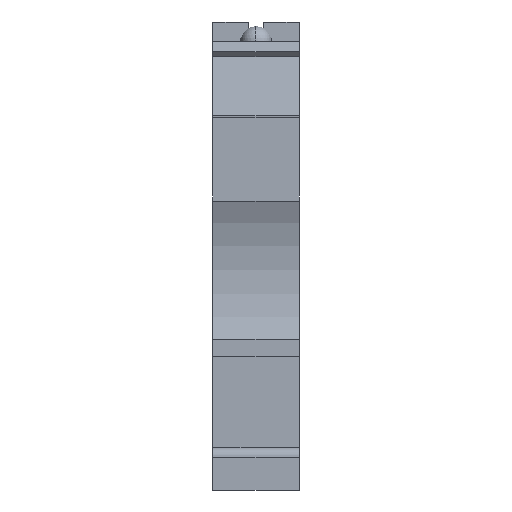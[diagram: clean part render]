
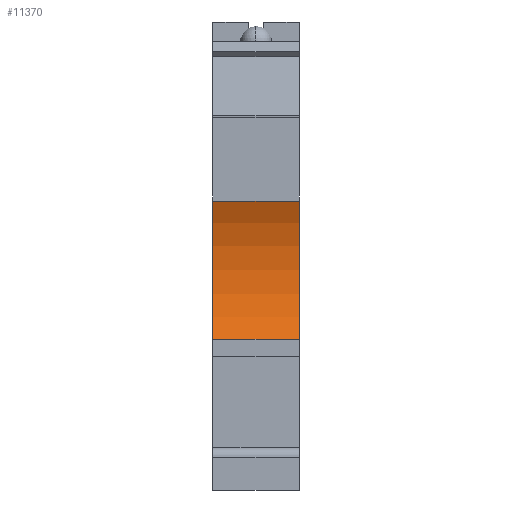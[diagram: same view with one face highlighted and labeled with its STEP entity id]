
A CAD part, front view. The second image highlights one B-rep face of the part: STEP entity #11370.
In plain terms, the highlighted cylindrical face has radius 15 mm (diameter 30 mm), a partial arc.
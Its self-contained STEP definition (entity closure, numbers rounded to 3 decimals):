
#4820=CARTESIAN_POINT('',(-32.768,-17.2,45.52));
#4830=VERTEX_POINT('',#4820);
#4860=CARTESIAN_POINT('',(-46.286,-23.7,45.52));
#4870=DIRECTION('',(0.,0.,1.));
#4880=DIRECTION('',(1.,0.,0.));
#4890=AXIS2_PLACEMENT_3D('',#4860,#4870,#4880);
#4900=CIRCLE('',#4890,15.);
#4910=CARTESIAN_POINT('',(-32.768,-30.2,45.52));
#4920=VERTEX_POINT('',#4910);
#4930=EDGE_CURVE('',#4920,#4830,#4900,.T.);
#5380=CARTESIAN_POINT('',(-32.768,-30.2,53.67));
#5390=VERTEX_POINT('',#5380);
#5420=CARTESIAN_POINT('',(-46.286,-23.7,53.67));
#5430=DIRECTION('',(0.,0.,1.));
#5440=DIRECTION('',(1.,0.,0.));
#5450=AXIS2_PLACEMENT_3D('',#5420,#5430,#5440);
#5460=CIRCLE('',#5450,15.);
#5470=CARTESIAN_POINT('',(-32.768,-17.2,53.67));
#5480=VERTEX_POINT('',#5470);
#5490=EDGE_CURVE('',#5390,#5480,#5460,.T.);
#10970=CARTESIAN_POINT('',(-32.768,-17.2,44.705
));
#10980=DIRECTION('',(0.,0.,1.));
#10990=VECTOR('',#10980,1.);
#11000=LINE('',#10970,#10990);
#11010=EDGE_CURVE('',#4830,#5480,#11000,.T.);
#11210=CARTESIAN_POINT('',(-46.286,-23.7,
44.705));
#11220=DIRECTION('',(0.,0.,1.));
#11230=DIRECTION('',(1.,0.,0.));
#11240=AXIS2_PLACEMENT_3D('',#11210,#11220,#11230);
#11250=CYLINDRICAL_SURFACE('',#11240,15.);
#11260=CARTESIAN_POINT('',(-32.768,-30.2,44.705
));
#11270=DIRECTION('',(0.,0.,1.));
#11280=VECTOR('',#11270,1.);
#11290=LINE('',#11260,#11280);
#11300=EDGE_CURVE('',#4920,#5390,#11290,.T.);
#11310=ORIENTED_EDGE('',*,*,#11300,.T.);
#11320=ORIENTED_EDGE('',*,*,#4930,.F.);
#11330=ORIENTED_EDGE('',*,*,#11010,.F.);
#11340=ORIENTED_EDGE('',*,*,#5490,.T.);
#11350=EDGE_LOOP('',(#11340,#11330,#11320,#11310));
#11360=FACE_OUTER_BOUND('',#11350,.T.);
#11370=ADVANCED_FACE('',(#11360),#11250,.F.);
